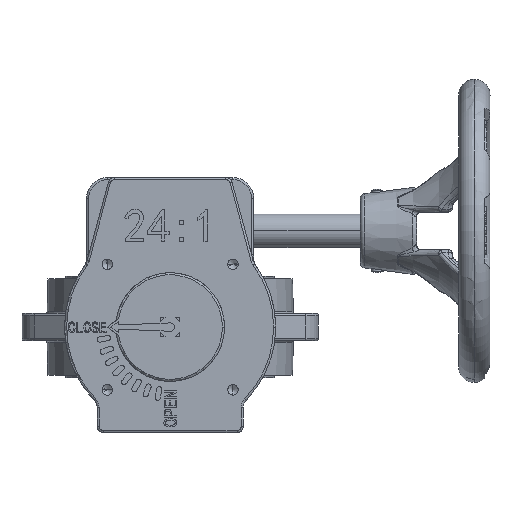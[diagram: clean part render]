
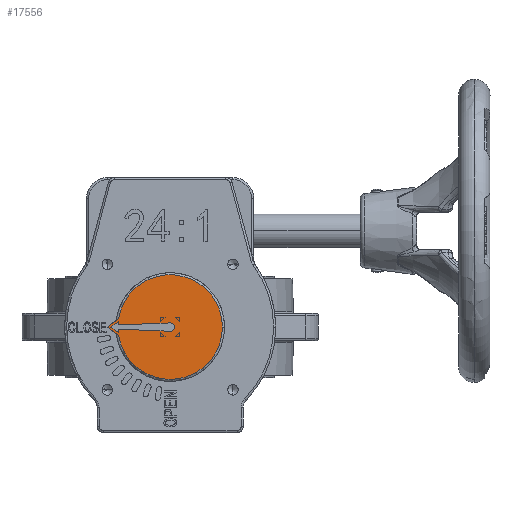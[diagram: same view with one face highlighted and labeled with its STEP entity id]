
A CAD part, front view. The second image highlights one B-rep face of the part: STEP entity #17556.
In plain terms, the highlighted planar face has unit normal (0, -1, 0).
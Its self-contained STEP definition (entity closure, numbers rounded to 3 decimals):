
#1895 = VERTEX_POINT ( 'NONE', #52704 ) ;
#2251 = EDGE_CURVE ( 'NONE', #44872, #19682, #68972, .T. ) ;
#3152 = VECTOR ( 'NONE', #74125, 1000. ) ;
#6923 = EDGE_CURVE ( 'NONE', #33473, #83329, #25471, .T. ) ;
#8279 = DIRECTION ( 'NONE',  ( 1., 0., 0. ) ) ;
#8646 = VECTOR ( 'NONE', #25154, 1000. ) ;
#10776 = FACE_OUTER_BOUND ( 'NONE', #30807, .T. ) ;
#10880 = LINE ( 'NONE', #19449, #46873 ) ;
#11910 = ORIENTED_EDGE ( 'NONE', *, *, #13942, .T. ) ;
#12845 = CARTESIAN_POINT ( 'NONE',  ( 0., -208.6, 0. ) ) ;
#13942 = EDGE_CURVE ( 'NONE', #29329, #75591, #27974, .T. ) ;
#14403 = VECTOR ( 'NONE', #26663, 1000. ) ;
#16505 = ORIENTED_EDGE ( 'NONE', *, *, #28184, .T. ) ;
#17556 = ADVANCED_FACE ( 'NONE', ( #23287, #10776 ), #75482, .T. ) ;
#18585 = CARTESIAN_POINT ( 'NONE',  ( -10.509, -208.6, -13.696 ) ) ;
#19417 = DIRECTION ( 'NONE',  ( -0.793, 0., 0.609 ) ) ;
#19449 = CARTESIAN_POINT ( 'NONE',  ( -24.855, -208.6, 0. ) ) ;
#19682 = VERTEX_POINT ( 'NONE', #31456 ) ;
#19924 = CARTESIAN_POINT ( 'NONE',  ( -24.662, -208.6, 4.096 ) ) ;
#21380 = VERTEX_POINT ( 'NONE', #19924 ) ;
#21679 = ORIENTED_EDGE ( 'NONE', *, *, #6923, .T. ) ;
#22476 = VECTOR ( 'NONE', #46076, 1000. ) ;
#22898 = CARTESIAN_POINT ( 'NONE',  ( -24.855, -208.6, 1. ) ) ;
#23287 = FACE_BOUND ( 'NONE', #61547, .T. ) ;
#25154 = DIRECTION ( 'NONE',  ( 0., 0., -1. ) ) ;
#25471 = LINE ( 'NONE', #18585, #60727 ) ;
#25529 = VERTEX_POINT ( 'NONE', #60097 ) ;
#25985 = CARTESIAN_POINT ( 'NONE',  ( 0., -208.6, -2. ) ) ;
#26663 = DIRECTION ( 'NONE',  ( 0.793, 0., 0.609 ) ) ;
#27892 = CARTESIAN_POINT ( 'NONE',  ( -0.08, -208.6, 1.997 ) ) ;
#27974 = LINE ( 'NONE', #47811, #3152 ) ;
#28051 = EDGE_CURVE ( 'NONE', #1895, #29329, #36179, .T. ) ;
#28184 = EDGE_CURVE ( 'NONE', #47790, #1895, #80949, .T. ) ;
#28377 = LINE ( 'NONE', #54680, #14403 ) ;
#29329 = VERTEX_POINT ( 'NONE', #25985 ) ;
#30807 = EDGE_LOOP ( 'NONE', ( #35682, #53891, #63295, #40929 ) ) ;
#31037 = DIRECTION ( 'NONE',  ( 0., -1., 0. ) ) ;
#31456 = CARTESIAN_POINT ( 'NONE',  ( -24.662, -208.6, -4.096 ) ) ;
#32644 = DIRECTION ( 'NONE',  ( 1., 0., 0. ) ) ;
#33473 = VERTEX_POINT ( 'NONE', #76692 ) ;
#33665 = AXIS2_PLACEMENT_3D ( 'NONE', #77176, #31037, #58172 ) ;
#35682 = ORIENTED_EDGE ( 'NONE', *, *, #85269, .T. ) ;
#36160 = EDGE_CURVE ( 'NONE', #75591, #33473, #10880, .T. ) ;
#36179 = CIRCLE ( 'NONE', #47177, 2. ) ;
#36238 = DIRECTION ( 'NONE',  ( 0., -1., 0. ) ) ;
#39122 = DIRECTION ( 'NONE',  ( 0., 1., 0. ) ) ;
#40485 = CIRCLE ( 'NONE', #46021, 25. ) ;
#40929 = ORIENTED_EDGE ( 'NONE', *, *, #2251, .T. ) ;
#41024 = CARTESIAN_POINT ( 'NONE',  ( 0., -208.6, 0. ) ) ;
#41679 = DIRECTION ( 'NONE',  ( 0.999, 0., 0.04 ) ) ;
#42223 = CARTESIAN_POINT ( 'NONE',  ( -30., -208.6, 0. ) ) ;
#43688 = AXIS2_PLACEMENT_3D ( 'NONE', #76351, #36238, #68586 ) ;
#44393 = LINE ( 'NONE', #71129, #22476 ) ;
#44872 = VERTEX_POINT ( 'NONE', #59873 ) ;
#46021 = AXIS2_PLACEMENT_3D ( 'NONE', #41024, #67333, #8279 ) ;
#46076 = DIRECTION ( 'NONE',  ( -0.793, 0., -0.609 ) ) ;
#46873 = VECTOR ( 'NONE', #72490, 1000. ) ;
#47177 = AXIS2_PLACEMENT_3D ( 'NONE', #12845, #39122, #32644 ) ;
#47790 = VERTEX_POINT ( 'NONE', #22898 ) ;
#47811 = CARTESIAN_POINT ( 'NONE',  ( -0.08, -208.6, -1.997 ) ) ;
#48794 = CARTESIAN_POINT ( 'NONE',  ( -24.855, -208.6, 2.687 ) ) ;
#48979 = ORIENTED_EDGE ( 'NONE', *, *, #36160, .T. ) ;
#50710 = EDGE_CURVE ( 'NONE', #25529, #21380, #70871, .T. ) ;
#50735 = EDGE_CURVE ( 'NONE', #83329, #85207, #28377, .T. ) ;
#51033 = CARTESIAN_POINT ( 'NONE',  ( -24.855, -208.6, 0. ) ) ;
#52704 = CARTESIAN_POINT ( 'NONE',  ( 0., -208.6, 2. ) ) ;
#53891 = ORIENTED_EDGE ( 'NONE', *, *, #50710, .T. ) ;
#54680 = CARTESIAN_POINT ( 'NONE',  ( -10.509, -208.6, 13.696 ) ) ;
#55355 = CARTESIAN_POINT ( 'NONE',  ( -28.357, -208.6, 0. ) ) ;
#55405 = EDGE_CURVE ( 'NONE', #85207, #47790, #72146, .T. ) ;
#58172 = DIRECTION ( 'NONE',  ( 1., 0., 0. ) ) ;
#59864 = ORIENTED_EDGE ( 'NONE', *, *, #55405, .T. ) ;
#59873 = CARTESIAN_POINT ( 'NONE',  ( -30., -208.6, 0. ) ) ;
#60097 = CARTESIAN_POINT ( 'NONE',  ( 25., -208.6, 0. ) ) ;
#60727 = VECTOR ( 'NONE', #19417, 1000. ) ;
#61547 = EDGE_LOOP ( 'NONE', ( #59864, #16505, #82111, #11910, #48979, #21679, #81395 ) ) ;
#63295 = ORIENTED_EDGE ( 'NONE', *, *, #70333, .T. ) ;
#67333 = DIRECTION ( 'NONE',  ( 0., -1., 0. ) ) ;
#68586 = DIRECTION ( 'NONE',  ( 0., 0., -1. ) ) ;
#68972 = LINE ( 'NONE', #42223, #75894 ) ;
#70333 = EDGE_CURVE ( 'NONE', #21380, #44872, #44393, .T. ) ;
#70871 = CIRCLE ( 'NONE', #33665, 25. ) ;
#71129 = CARTESIAN_POINT ( 'NONE',  ( -30., -208.6, 0. ) ) ;
#72146 = LINE ( 'NONE', #51033, #8646 ) ;
#72490 = DIRECTION ( 'NONE',  ( 0., 0., -1. ) ) ;
#74125 = DIRECTION ( 'NONE',  ( -0.999, 0., 0.04 ) ) ;
#75482 = PLANE ( 'NONE',  #43688 ) ;
#75591 = VERTEX_POINT ( 'NONE', #77888 ) ;
#75894 = VECTOR ( 'NONE', #81940, 1000. ) ;
#76351 = CARTESIAN_POINT ( 'NONE',  ( 0., -208.6, 0. ) ) ;
#76692 = CARTESIAN_POINT ( 'NONE',  ( -24.855, -208.6, -2.687 ) ) ;
#77176 = CARTESIAN_POINT ( 'NONE',  ( 0., -208.6, 0. ) ) ;
#77888 = CARTESIAN_POINT ( 'NONE',  ( -24.855, -208.6, -1. ) ) ;
#80072 = VECTOR ( 'NONE', #41679, 1000. ) ;
#80949 = LINE ( 'NONE', #27892, #80072 ) ;
#81395 = ORIENTED_EDGE ( 'NONE', *, *, #50735, .T. ) ;
#81940 = DIRECTION ( 'NONE',  ( 0.793, 0., -0.609 ) ) ;
#82111 = ORIENTED_EDGE ( 'NONE', *, *, #28051, .T. ) ;
#83329 = VERTEX_POINT ( 'NONE', #55355 ) ;
#85207 = VERTEX_POINT ( 'NONE', #48794 ) ;
#85269 = EDGE_CURVE ( 'NONE', #19682, #25529, #40485, .T. ) ;
